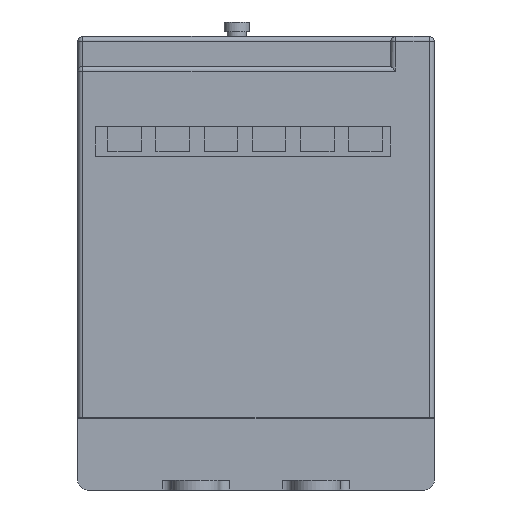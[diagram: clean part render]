
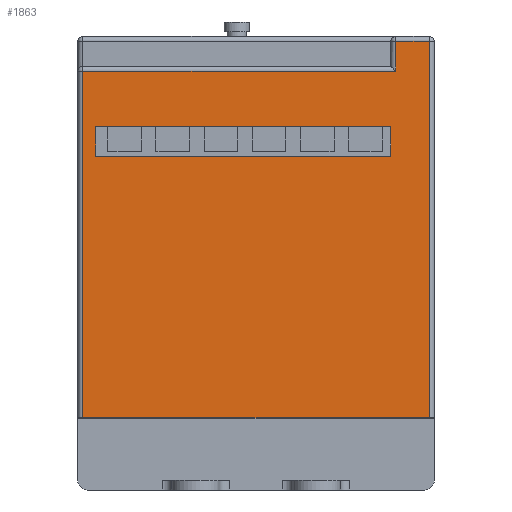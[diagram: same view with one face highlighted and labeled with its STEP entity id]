
A CAD part, front view. The second image highlights one B-rep face of the part: STEP entity #1863.
In plain terms, the highlighted planar face has unit normal (0, -1, 0).
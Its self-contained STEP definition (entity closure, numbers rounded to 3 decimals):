
#191 = ORIENTED_EDGE ( 'NONE', *, *, #5261, .F. ) ;
#308 = CARTESIAN_POINT ( 'NONE',  ( 74., -50.9, 39.6 ) ) ;
#333 = ORIENTED_EDGE ( 'NONE', *, *, #2673, .T. ) ;
#393 = EDGE_CURVE ( 'NONE', #2255, #5885, #504, .T. ) ;
#410 = VERTEX_POINT ( 'NONE', #5824 ) ;
#447 = EDGE_CURVE ( 'NONE', #7424, #6649, #7344, .T. ) ;
#504 = LINE ( 'NONE', #1061, #6414 ) ;
#687 = CARTESIAN_POINT ( 'NONE',  ( 73., -50.9, 38.6 ) ) ;
#965 = ORIENTED_EDGE ( 'NONE', *, *, #4524, .F. ) ;
#985 = FACE_BOUND ( 'NONE', #4047, .T. ) ;
#1061 = CARTESIAN_POINT ( 'NONE',  ( 74., -50.9, 32.4 ) ) ;
#1081 = CARTESIAN_POINT ( 'NONE',  ( 1., -50.9, -39.6 ) ) ;
#1244 = LINE ( 'NONE', #3690, #5790 ) ;
#1320 = EDGE_CURVE ( 'NONE', #6649, #4746, #3562, .T. ) ;
#1350 = FACE_OUTER_BOUND ( 'NONE', #2476, .T. ) ;
#1438 = ORIENTED_EDGE ( 'NONE', *, *, #6369, .T. ) ;
#1606 = DIRECTION ( 'NONE',  ( 1., 0., 0. ) ) ;
#1657 = CARTESIAN_POINT ( 'NONE',  ( 3.7, -50.9, 14.7 ) ) ;
#1678 = DIRECTION ( 'NONE',  ( -1., 0., 0. ) ) ;
#1755 = DIRECTION ( 'NONE',  ( 0., 0., -1. ) ) ;
#1763 = VECTOR ( 'NONE', #1755, 1000. ) ;
#1863 = ADVANCED_FACE ( 'NONE', ( #985, #1350 ), #7375, .F. ) ;
#1891 = VECTOR ( 'NONE', #5235, 1000. ) ;
#2001 = ORIENTED_EDGE ( 'NONE', *, *, #393, .T. ) ;
#2018 = EDGE_CURVE ( 'NONE', #7438, #2270, #3384, .T. ) ;
#2036 = CARTESIAN_POINT ( 'NONE',  ( 73., -50.9, 39.6 ) ) ;
#2081 = DIRECTION ( 'NONE',  ( 0., 0., 1. ) ) ;
#2172 = ORIENTED_EDGE ( 'NONE', *, *, #5683, .T. ) ;
#2255 = VERTEX_POINT ( 'NONE', #2927 ) ;
#2270 = VERTEX_POINT ( 'NONE', #4215 ) ;
#2476 = EDGE_LOOP ( 'NONE', ( #2001, #333, #7374, #4940, #2172, #1438 ) ) ;
#2612 = VECTOR ( 'NONE', #4804, 1000. ) ;
#2629 = LINE ( 'NONE', #3276, #5588 ) ;
#2673 = EDGE_CURVE ( 'NONE', #5885, #7424, #7529, .T. ) ;
#2733 = DIRECTION ( 'NONE',  ( -1., 0., 0. ) ) ;
#2927 = CARTESIAN_POINT ( 'NONE',  ( 66., -50.9, 32.4 ) ) ;
#2996 = DIRECTION ( 'NONE',  ( 1., 0., 0. ) ) ;
#3276 = CARTESIAN_POINT ( 'NONE',  ( 74., -50.9, 38.6 ) ) ;
#3384 = LINE ( 'NONE', #1657, #6351 ) ;
#3562 = LINE ( 'NONE', #2036, #5986 ) ;
#3601 = CARTESIAN_POINT ( 'NONE',  ( 3.7, -50.9, 20.9 ) ) ;
#3622 = VECTOR ( 'NONE', #3969, 1000. ) ;
#3690 = CARTESIAN_POINT ( 'NONE',  ( 3.7, -50.9, 20.9 ) ) ;
#3861 = DIRECTION ( 'NONE',  ( -1., 0., 0. ) ) ;
#3969 = DIRECTION ( 'NONE',  ( 0., 0., 1. ) ) ;
#3986 = CARTESIAN_POINT ( 'NONE',  ( 1., -50.9, 32.4 ) ) ;
#4047 = EDGE_LOOP ( 'NONE', ( #6441, #5796, #965, #191 ) ) ;
#4049 = CARTESIAN_POINT ( 'NONE',  ( 66., -50.9, 39.6 ) ) ;
#4215 = CARTESIAN_POINT ( 'NONE',  ( 65., -50.9, 14.7 ) ) ;
#4312 = CARTESIAN_POINT ( 'NONE',  ( 73., -50.9, -39.6 ) ) ;
#4419 = DIRECTION ( 'NONE',  ( 0., 1., 0. ) ) ;
#4448 = DIRECTION ( 'NONE',  ( 0., 0., 1. ) ) ;
#4524 = EDGE_CURVE ( 'NONE', #4561, #6439, #1244, .T. ) ;
#4561 = VERTEX_POINT ( 'NONE', #6809 ) ;
#4746 = VERTEX_POINT ( 'NONE', #687 ) ;
#4804 = DIRECTION ( 'NONE',  ( 0., 0., -1. ) ) ;
#4940 = ORIENTED_EDGE ( 'NONE', *, *, #1320, .T. ) ;
#5115 = CARTESIAN_POINT ( 'NONE',  ( 65., -50.9, 20.9 ) ) ;
#5207 = LINE ( 'NONE', #5115, #3622 ) ;
#5235 = DIRECTION ( 'NONE',  ( 0., 0., -1. ) ) ;
#5261 = EDGE_CURVE ( 'NONE', #2270, #4561, #5207, .T. ) ;
#5489 = CARTESIAN_POINT ( 'NONE',  ( 3.7, -50.9, 14.7 ) ) ;
#5588 = VECTOR ( 'NONE', #3861, 1000. ) ;
#5683 = EDGE_CURVE ( 'NONE', #4746, #410, #2629, .T. ) ;
#5790 = VECTOR ( 'NONE', #2733, 1000. ) ;
#5796 = ORIENTED_EDGE ( 'NONE', *, *, #6464, .F. ) ;
#5824 = CARTESIAN_POINT ( 'NONE',  ( 66., -50.9, 38.6 ) ) ;
#5885 = VERTEX_POINT ( 'NONE', #3986 ) ;
#5943 = CARTESIAN_POINT ( 'NONE',  ( 3.7, -50.9, 20.9 ) ) ;
#5986 = VECTOR ( 'NONE', #4448, 1000. ) ;
#6108 = AXIS2_PLACEMENT_3D ( 'NONE', #308, #4419, #2081 ) ;
#6351 = VECTOR ( 'NONE', #1606, 1000. ) ;
#6369 = EDGE_CURVE ( 'NONE', #410, #2255, #7502, .T. ) ;
#6414 = VECTOR ( 'NONE', #1678, 1000. ) ;
#6439 = VERTEX_POINT ( 'NONE', #3601 ) ;
#6441 = ORIENTED_EDGE ( 'NONE', *, *, #2018, .F. ) ;
#6464 = EDGE_CURVE ( 'NONE', #6439, #7438, #7323, .T. ) ;
#6649 = VERTEX_POINT ( 'NONE', #4312 ) ;
#6676 = CARTESIAN_POINT ( 'NONE',  ( 1., -50.9, -39.6 ) ) ;
#6809 = CARTESIAN_POINT ( 'NONE',  ( 65., -50.9, 20.9 ) ) ;
#7050 = CARTESIAN_POINT ( 'NONE',  ( 72., -50.9, -39.6 ) ) ;
#7164 = VECTOR ( 'NONE', #2996, 1000. ) ;
#7323 = LINE ( 'NONE', #5943, #2612 ) ;
#7344 = LINE ( 'NONE', #7050, #7164 ) ;
#7374 = ORIENTED_EDGE ( 'NONE', *, *, #447, .T. ) ;
#7375 = PLANE ( 'NONE',  #6108 ) ;
#7424 = VERTEX_POINT ( 'NONE', #6676 ) ;
#7438 = VERTEX_POINT ( 'NONE', #5489 ) ;
#7502 = LINE ( 'NONE', #4049, #1763 ) ;
#7529 = LINE ( 'NONE', #1081, #1891 ) ;
